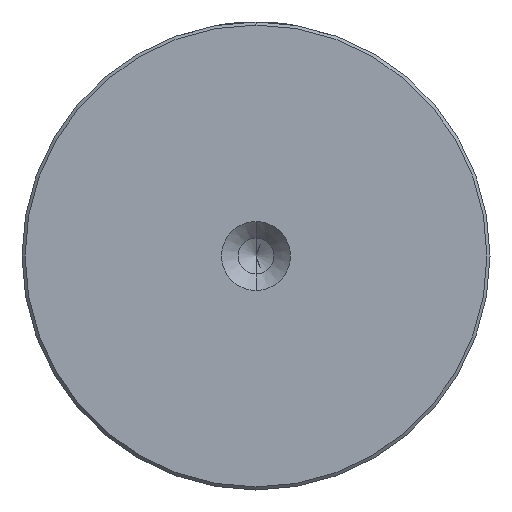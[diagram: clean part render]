
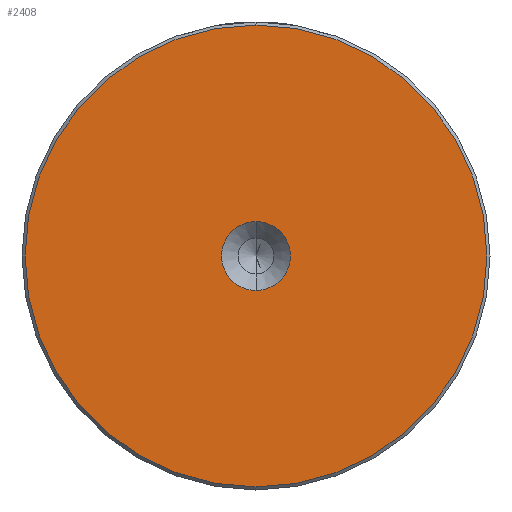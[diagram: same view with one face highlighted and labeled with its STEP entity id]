
A CAD part, left-side view. The second image highlights one B-rep face of the part: STEP entity #2408.
In plain terms, the highlighted planar face has unit normal (-1, 0, 0).
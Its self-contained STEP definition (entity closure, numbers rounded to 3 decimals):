
#59 = CARTESIAN_POINT ( 'NONE',  ( 0., 0., -5.6 ) ) ;
#122 = DIRECTION ( 'NONE',  ( 0., 0., 1. ) ) ;
#154 = DIRECTION ( 'NONE',  ( 0., 0., 1. ) ) ;
#297 = CARTESIAN_POINT ( 'NONE',  ( 0., 0., 0. ) ) ;
#333 = DIRECTION ( 'NONE',  ( -1., 0., 0. ) ) ;
#377 = ORIENTED_EDGE ( 'NONE', *, *, #1329, .F. ) ;
#492 = DIRECTION ( 'NONE',  ( 0., 0., 1. ) ) ;
#525 = CARTESIAN_POINT ( 'NONE',  ( 0., 0., 0. ) ) ;
#528 = AXIS2_PLACEMENT_3D ( 'NONE', #297, #1674, #492 ) ;
#558 = FACE_BOUND ( 'NONE', #2312, .T. ) ;
#660 = ORIENTED_EDGE ( 'NONE', *, *, #1722, .T. ) ;
#745 = EDGE_CURVE ( 'NONE', #1794, #1435, #1996, .T. ) ;
#759 = ORIENTED_EDGE ( 'NONE', *, *, #1015, .F. ) ;
#768 = DIRECTION ( 'NONE',  ( -1., 0., 0. ) ) ;
#831 = AXIS2_PLACEMENT_3D ( 'NONE', #525, #333, #154 ) ;
#835 = DIRECTION ( 'NONE',  ( -1., 0., 0. ) ) ;
#901 = ORIENTED_EDGE ( 'NONE', *, *, #745, .T. ) ;
#963 = AXIS2_PLACEMENT_3D ( 'NONE', #2450, #1300, #122 ) ;
#1015 = EDGE_CURVE ( 'NONE', #1243, #1048, #2078, .T. ) ;
#1048 = VERTEX_POINT ( 'NONE', #2258 ) ;
#1081 = FACE_OUTER_BOUND ( 'NONE', #1745, .T. ) ;
#1242 = PLANE ( 'NONE',  #1382 ) ;
#1243 = VERTEX_POINT ( 'NONE', #59 ) ;
#1300 = DIRECTION ( 'NONE',  ( -1., 0., 0. ) ) ;
#1329 = EDGE_CURVE ( 'NONE', #1048, #1243, #1756, .T. ) ;
#1382 = AXIS2_PLACEMENT_3D ( 'NONE', #2207, #835, #1440 ) ;
#1435 = VERTEX_POINT ( 'NONE', #1555 ) ;
#1440 = DIRECTION ( 'NONE',  ( 0., 0., 1. ) ) ;
#1555 = CARTESIAN_POINT ( 'NONE',  ( 0., 0., 37.5 ) ) ;
#1674 = DIRECTION ( 'NONE',  ( -1., 0., 0. ) ) ;
#1722 = EDGE_CURVE ( 'NONE', #1435, #1794, #1851, .T. ) ;
#1745 = EDGE_LOOP ( 'NONE', ( #901, #660 ) ) ;
#1756 = CIRCLE ( 'NONE', #963, 5.6 ) ;
#1794 = VERTEX_POINT ( 'NONE', #2342 ) ;
#1825 = AXIS2_PLACEMENT_3D ( 'NONE', #1941, #768, #2141 ) ;
#1851 = CIRCLE ( 'NONE', #1825, 37.5 ) ;
#1941 = CARTESIAN_POINT ( 'NONE',  ( 0., 0., 0. ) ) ;
#1996 = CIRCLE ( 'NONE', #831, 37.5 ) ;
#2078 = CIRCLE ( 'NONE', #528, 5.6 ) ;
#2141 = DIRECTION ( 'NONE',  ( 0., 0., 1. ) ) ;
#2207 = CARTESIAN_POINT ( 'NONE',  ( 0., 0., 0. ) ) ;
#2258 = CARTESIAN_POINT ( 'NONE',  ( 0., 0., 5.6 ) ) ;
#2312 = EDGE_LOOP ( 'NONE', ( #377, #759 ) ) ;
#2342 = CARTESIAN_POINT ( 'NONE',  ( 0., 0., -37.5 ) ) ;
#2408 = ADVANCED_FACE ( 'NONE', ( #1081, #558 ), #1242, .T. ) ;
#2450 = CARTESIAN_POINT ( 'NONE',  ( 0., 0., 0. ) ) ;
